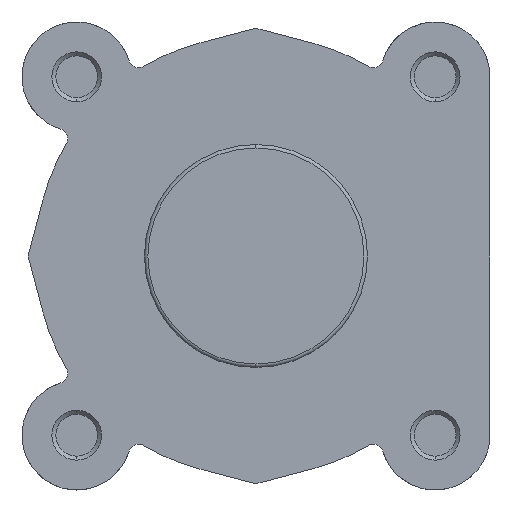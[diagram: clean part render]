
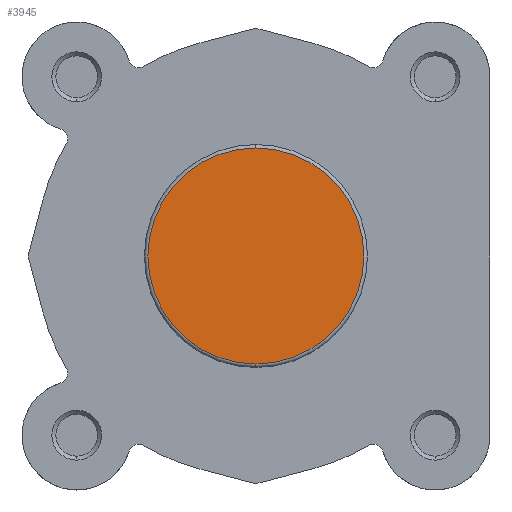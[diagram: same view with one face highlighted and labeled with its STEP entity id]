
A CAD part, left-side view. The second image highlights one B-rep face of the part: STEP entity #3945.
In plain terms, the highlighted planar face has unit normal (-1, 0, 0).
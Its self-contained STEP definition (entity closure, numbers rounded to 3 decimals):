
#54 = AXIS2_PLACEMENT_3D ( 'NONE', #5226, #5246, #5247 ) ;
#186 = AXIS2_PLACEMENT_3D ( 'NONE', #2036, #2040, #2041 ) ;
#713 = VERTEX_POINT ( 'NONE', #4298 ) ;
#761 = VERTEX_POINT ( 'NONE', #4346 ) ;
#926 = EDGE_CURVE ( 'NONE', #761, #713, #5441, .T. ) ;
#1218 = EDGE_CURVE ( 'NONE', #713, #761, #5886, .T. ) ;
#1312 = AXIS2_PLACEMENT_3D ( 'NONE', #4529, #4530, #4531 ) ;
#2031 = PLANE ( 'NONE',  #186 ) ;
#2036 = CARTESIAN_POINT ( 'NONE',  ( 0., 22.4, 0. ) ) ;
#2040 = DIRECTION ( 'NONE',  ( 1., 0., 0. ) ) ;
#2041 = DIRECTION ( 'NONE',  ( 0., 0., -1. ) ) ;
#3623 = ORIENTED_EDGE ( 'NONE', *, *, #926, .T. ) ;
#3635 = ORIENTED_EDGE ( 'NONE', *, *, #1218, .T. ) ;
#3945 = ADVANCED_FACE ( 'NONE', ( #6233 ), #2031, .F. ) ;
#4298 = CARTESIAN_POINT ( 'NONE',  ( 0., 0., -21.7 ) ) ;
#4346 = CARTESIAN_POINT ( 'NONE',  ( 0., 0., 21.7 ) ) ;
#4529 = CARTESIAN_POINT ( 'NONE',  ( 0., 0., 0. ) ) ;
#4530 = DIRECTION ( 'NONE',  ( -1., 0., 0. ) ) ;
#4531 = DIRECTION ( 'NONE',  ( 0., 0., -1. ) ) ;
#5226 = CARTESIAN_POINT ( 'NONE',  ( 0., 0., 0. ) ) ;
#5246 = DIRECTION ( 'NONE',  ( -1., 0., 0. ) ) ;
#5247 = DIRECTION ( 'NONE',  ( 0., 0., -1. ) ) ;
#5441 = CIRCLE ( 'NONE', #1312, 21.7 ) ;
#5886 = CIRCLE ( 'NONE', #54, 21.7 ) ;
#6233 = FACE_OUTER_BOUND ( 'NONE', #6800, .T. ) ;
#6800 = EDGE_LOOP ( 'NONE', ( #3635, #3623 ) ) ;
